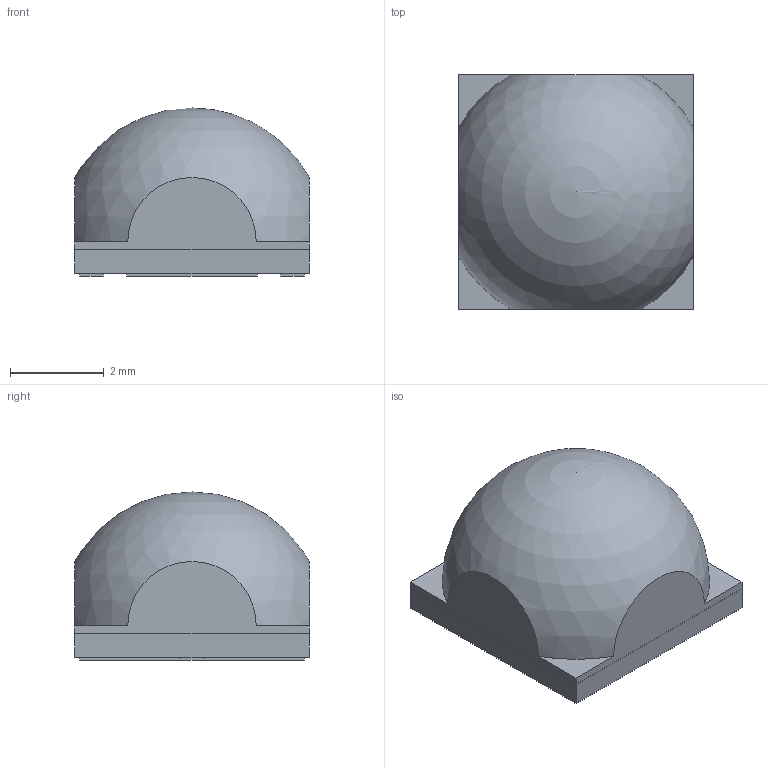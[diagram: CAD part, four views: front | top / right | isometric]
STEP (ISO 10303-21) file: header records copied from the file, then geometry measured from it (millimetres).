
FILE_DESCRIPTION(('FreeCAD Model'),'2;1');
FILE_NAME('Open CASCADE Shape Model','2025-05-30T09:37:21',( 'kicad StepUp'),('ksu MCAD'),'Open CASCADE STEP processor 7.8', 'FreeCAD','Unknown');
FILE_SCHEMA(('AUTOMOTIVE_DESIGN { 1 0 10303 214 1 1 1 1 }'));
Length unit declared in the file: millimetre
Products named in the file (1): LED_Cree-XHP50_6V_HighDensity
Bounding box: 5 x 5 x 3.58 mm (x, y, z)
Volume: 64.2 mm3; surface area: 92.9 mm2
Topology: 1 solids, 1 shells, 39 faces, 95 edges, 62 vertices
Faces by surface type: plane 38, sphere 1
Entity records: 1497 total; most frequent: CARTESIAN_POINT 196, ORIENTED_EDGE 188, DIRECTION 184, EDGE_CURVE 94, LINE 84, VECTOR 84, VERTEX_POINT 62, AXIS2_PLACEMENT_3D 50
